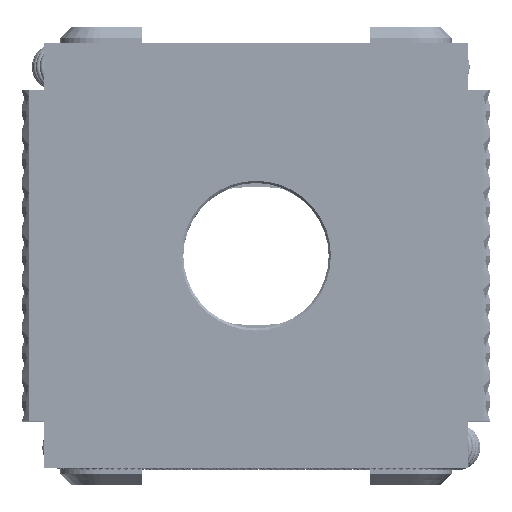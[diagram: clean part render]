
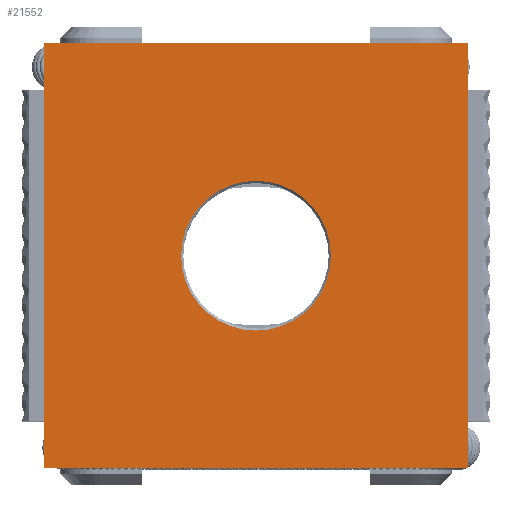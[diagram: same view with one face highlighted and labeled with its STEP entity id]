
A CAD part, top view. The second image highlights one B-rep face of the part: STEP entity #21552.
In plain terms, the highlighted face is planar.
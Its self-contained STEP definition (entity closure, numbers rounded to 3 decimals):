
#1176=FACE_BOUND('',#4987,.T.);
#1824=CIRCLE('',#23529,6.7);
#3250=FACE_OUTER_BOUND('',#4986,.T.);
#4986=EDGE_LOOP('',(#19047,#19048,#19049,#19050));
#4987=EDGE_LOOP('',(#19051));
#6862=LINE('',#39541,#8756);
#6863=LINE('',#39543,#8757);
#6864=LINE('',#39545,#8758);
#6865=LINE('',#39546,#8759);
#8756=VECTOR('',#29328,38.);
#8757=VECTOR('',#29329,38.);
#8758=VECTOR('',#29330,38.);
#8759=VECTOR('',#29331,38.);
#10442=VERTEX_POINT('',#39533);
#10444=VERTEX_POINT('',#39539);
#10445=VERTEX_POINT('',#39540);
#10446=VERTEX_POINT('',#39542);
#10447=VERTEX_POINT('',#39544);
#13316=EDGE_CURVE('',#10442,#10442,#1824,.T.);
#13318=EDGE_CURVE('',#10444,#10445,#6862,.T.);
#13319=EDGE_CURVE('',#10446,#10444,#6863,.T.);
#13320=EDGE_CURVE('',#10447,#10446,#6864,.T.);
#13321=EDGE_CURVE('',#10445,#10447,#6865,.T.);
#19047=ORIENTED_EDGE('',*,*,#13318,.F.);
#19048=ORIENTED_EDGE('',*,*,#13319,.F.);
#19049=ORIENTED_EDGE('',*,*,#13320,.F.);
#19050=ORIENTED_EDGE('',*,*,#13321,.F.);
#19051=ORIENTED_EDGE('',*,*,#13316,.F.);
#20123=PLANE('',#23532);
#21552=ADVANCED_FACE('',(#3250,#1176),#20123,.F.);
#23529=AXIS2_PLACEMENT_3D('',#39534,#29320,#29321);
#23532=AXIS2_PLACEMENT_3D('',#39538,#29326,#29327);
#29320=DIRECTION('center_axis',(0.,0.,-1.));
#29321=DIRECTION('ref_axis',(1.,0.,0.));
#29326=DIRECTION('center_axis',(0.,0.,1.));
#29327=DIRECTION('ref_axis',(1.,0.,0.));
#29328=DIRECTION('',(1.,0.,0.));
#29329=DIRECTION('',(0.,-1.,0.));
#29330=DIRECTION('',(-1.,0.,0.));
#29331=DIRECTION('',(0.,1.,0.));
#39533=CARTESIAN_POINT('',(12.3,19.,0.));
#39534=CARTESIAN_POINT('Origin',(19.,19.,0.));
#39538=CARTESIAN_POINT('Origin',(19.,19.,0.));
#39539=CARTESIAN_POINT('',(0.,0.,0.));
#39540=CARTESIAN_POINT('',(38.,0.,0.));
#39541=CARTESIAN_POINT('',(0.,0.,0.));
#39542=CARTESIAN_POINT('',(0.,38.,0.));
#39543=CARTESIAN_POINT('',(0.,38.,0.));
#39544=CARTESIAN_POINT('',(38.,38.,0.));
#39545=CARTESIAN_POINT('',(38.,38.,0.));
#39546=CARTESIAN_POINT('',(38.,0.,0.));
